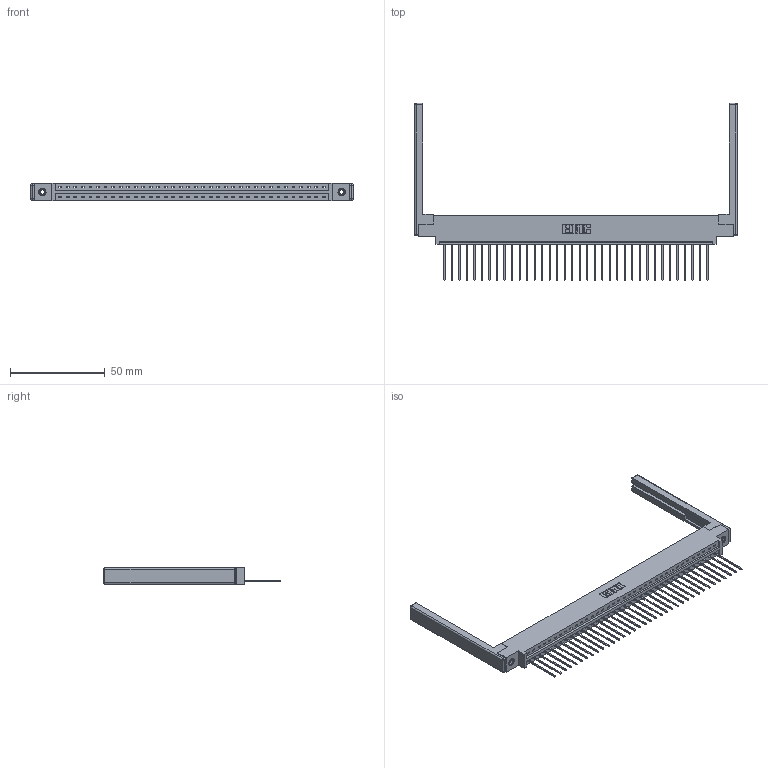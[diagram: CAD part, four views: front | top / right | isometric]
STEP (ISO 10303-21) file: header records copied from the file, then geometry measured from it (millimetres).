
FILE_DESCRIPTION (( 'STEP AP203' ), '1' );
FILE_NAME ('387-036-541-668.STEP', '2019-10-04T13:35:52', ( '' ), ( '' ), 'SwSTEP 2.0', 'SolidWorks 2016', '' );
FILE_SCHEMA (( 'CONFIG_CONTROL_DESIGN' ));
Length unit declared in the file: inch
Products named in the file (5): 345-292-001_345-293-141; 345-250-001_345-250-001-102; 337 Part_0.170 Offset - 0.156 Dia-TI; 307-220-068; 387-036-541-668
Assembly tree (41 placements, depth 2):
  387-036-541-668
    337 Part_0.170 Offset - 0.156 Dia-TI
    345-292-001_345-293-141  x36
    345-250-001_345-250-001-102  x2
    307-220-068  x2
Bounding box: 170.08 x 93.35 x 9.4 mm (x, y, z)
Volume: 21994.2 mm3; surface area: 23076.6 mm2
Topology: 41 solids, 41 shells, 2504 faces, 7481 edges, 4918 vertices
Faces by surface type: plane 1818, cylinder 662, cone 12, sphere 8, torus 4
Entity records: 30446 total; most frequent: CARTESIAN_POINT 5259, ORIENTED_EDGE 5220, DIRECTION 4512, EDGE_CURVE 2610, VECTOR 2432, LINE 2432, VERTEX_POINT 1730, AXIS2_PLACEMENT_3D 1040
